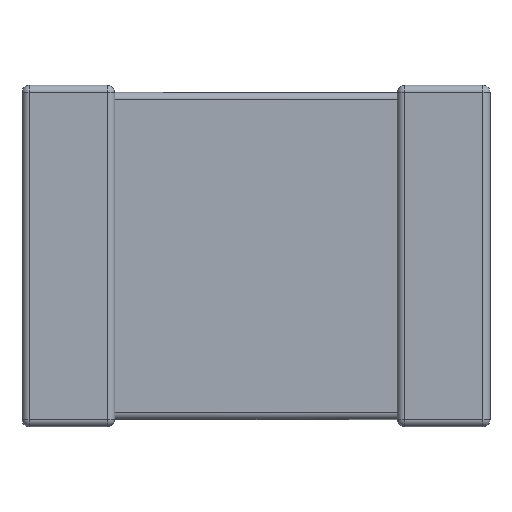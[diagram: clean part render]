
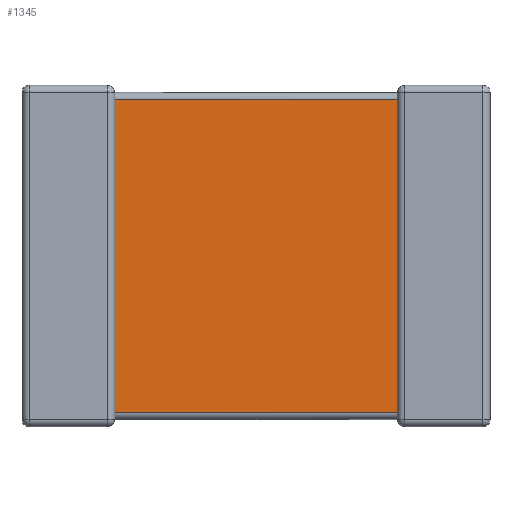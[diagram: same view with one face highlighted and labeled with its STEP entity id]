
A CAD part, front view. The second image highlights one B-rep face of the part: STEP entity #1345.
In plain terms, the highlighted planar face has unit normal (0, -1, 0).
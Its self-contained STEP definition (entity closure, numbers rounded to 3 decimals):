
#79 = VERTEX_POINT ( 'NONE', #2502 ) ;
#236 = CARTESIAN_POINT ( 'NONE',  ( 3.85, 0.073, -0.146 ) ) ;
#390 = ORIENTED_EDGE ( 'NONE', *, *, #2263, .T. ) ;
#532 = CARTESIAN_POINT ( 'NONE',  ( 0.95, 0.073, -3.5 ) ) ;
#753 = CARTESIAN_POINT ( 'NONE',  ( 0.95, 0.073, -3.354 ) ) ;
#790 = LINE ( 'NONE', #982, #3863 ) ;
#938 = PLANE ( 'NONE',  #1643 ) ;
#982 = CARTESIAN_POINT ( 'NONE',  ( 3.85, 0.073, -3.5 ) ) ;
#1345 = ADVANCED_FACE ( 'NONE', ( #3118 ), #938, .T. ) ;
#1513 = EDGE_CURVE ( 'NONE', #2217, #79, #3349, .T. ) ;
#1613 = DIRECTION ( 'NONE',  ( 0., 0., -1. ) ) ;
#1643 = AXIS2_PLACEMENT_3D ( 'NONE', #4055, #2304, #1613 ) ;
#1662 = VERTEX_POINT ( 'NONE', #753 ) ;
#1671 = ORIENTED_EDGE ( 'NONE', *, *, #3024, .T. ) ;
#1951 = VECTOR ( 'NONE', #2631, 1000. ) ;
#2064 = VECTOR ( 'NONE', #4035, 1000. ) ;
#2157 = EDGE_CURVE ( 'NONE', #1662, #79, #2845, .T. ) ;
#2217 = VERTEX_POINT ( 'NONE', #236 ) ;
#2263 = EDGE_CURVE ( 'NONE', #1662, #4313, #3351, .T. ) ;
#2304 = DIRECTION ( 'NONE',  ( 0., -1., 0. ) ) ;
#2316 = CARTESIAN_POINT ( 'NONE',  ( 3.85, 0.073, -3.354 ) ) ;
#2467 = DIRECTION ( 'NONE',  ( -1., 0., 0. ) ) ;
#2502 = CARTESIAN_POINT ( 'NONE',  ( 0.95, 0.073, -0.146 ) ) ;
#2631 = DIRECTION ( 'NONE',  ( 0., 0., 1. ) ) ;
#2845 = LINE ( 'NONE', #532, #1951 ) ;
#3024 = EDGE_CURVE ( 'NONE', #4313, #2217, #790, .T. ) ;
#3118 = FACE_OUTER_BOUND ( 'NONE', #3792, .T. ) ;
#3278 = CARTESIAN_POINT ( 'NONE',  ( 3.85, 0.073, -3.354 ) ) ;
#3349 = LINE ( 'NONE', #3901, #3609 ) ;
#3351 = LINE ( 'NONE', #2316, #2064 ) ;
#3370 = ORIENTED_EDGE ( 'NONE', *, *, #2157, .F. ) ;
#3609 = VECTOR ( 'NONE', #2467, 1000. ) ;
#3792 = EDGE_LOOP ( 'NONE', ( #3370, #390, #1671, #4453 ) ) ;
#3863 = VECTOR ( 'NONE', #4162, 1000. ) ;
#3901 = CARTESIAN_POINT ( 'NONE',  ( 0.95, 0.073, -0.146 ) ) ;
#4035 = DIRECTION ( 'NONE',  ( 1., 0., 0. ) ) ;
#4055 = CARTESIAN_POINT ( 'NONE',  ( 0.95, 0.073, -3.5 ) ) ;
#4162 = DIRECTION ( 'NONE',  ( 0., 0., 1. ) ) ;
#4313 = VERTEX_POINT ( 'NONE', #3278 ) ;
#4453 = ORIENTED_EDGE ( 'NONE', *, *, #1513, .T. ) ;
